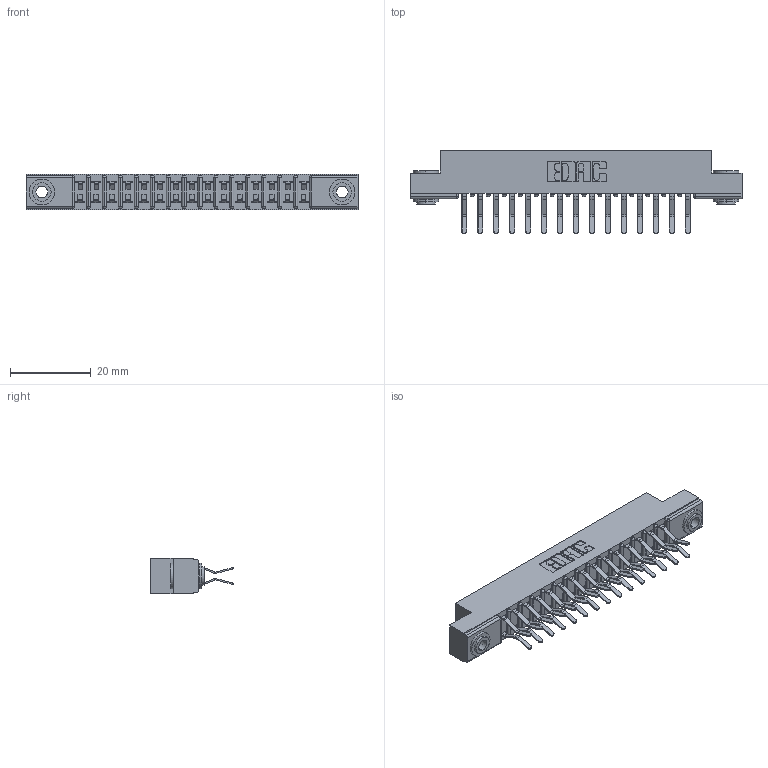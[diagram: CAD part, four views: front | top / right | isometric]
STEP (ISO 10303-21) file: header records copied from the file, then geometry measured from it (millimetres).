
FILE_DESCRIPTION (( 'STEP AP203' ), '1' );
FILE_NAME ('307-030-460-203.STEP', '2020-09-29T10:18:51', ( '' ), ( '' ), 'SwSTEP 2.0', 'SolidWorks 2020', '' );
FILE_SCHEMA (( 'CONFIG_CONTROL_DESIGN' ));
Length unit declared in the file: inch
Products named in the file (4): 345-250-002_345-250-002-102; 307-290-001_560; 307 Part_.156 Dia Mounting Holes; 307-030-460-203
Assembly tree (33 placements, depth 2):
  307-030-460-203
    307 Part_.156 Dia Mounting Holes
    307-290-001_560  x30
    345-250-002_345-250-002-102  x2
Bounding box: 82.45 x 20.73 x 8.71 mm (x, y, z)
Volume: 5432.5 mm3; surface area: 9704.4 mm2
Topology: 33 solids, 33 shells, 1686 faces, 4695 edges, 3042 vertices
Faces by surface type: plane 1084, cylinder 562, sphere 32, cone 8
Entity records: 17837 total; most frequent: CARTESIAN_POINT 2908, DIRECTION 2875, ORIENTED_EDGE 2870, EDGE_CURVE 1435, LINE 1081, VECTOR 1081, VERTEX_POINT 930, AXIS2_PLACEMENT_3D 897
